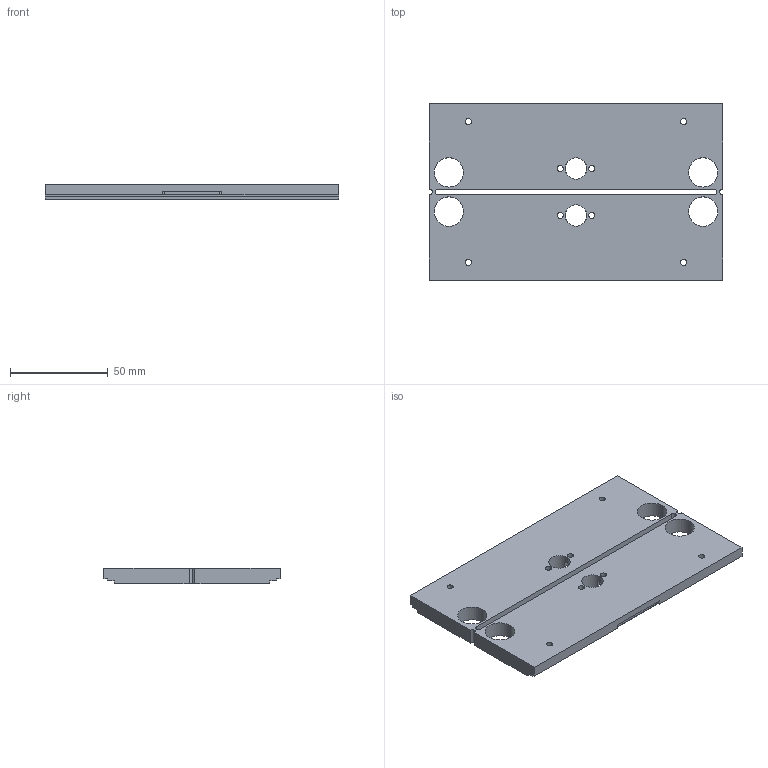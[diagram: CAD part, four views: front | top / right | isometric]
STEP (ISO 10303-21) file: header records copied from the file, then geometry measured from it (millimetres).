
FILE_DESCRIPTION (( 'STEP AP214' ), '1' );
FILE_NAME ('CNC加工件-嘉立创_定制150mm_one_f.STEP', '2025-08-28T10:41:03', ( '' ), ( '' ), 'SwSTEP 2.0', 'SolidWorks 2018', '' );
FILE_SCHEMA (( 'AUTOMOTIVE_DESIGN' ));
Length unit declared in the file: millimetre
Products named in the file (1): CNC加工件-嘉立创_定制150mm_one_f
Bounding box: 150 x 90 x 8 mm (x, y, z)
Volume: 93509.8 mm3; surface area: 33122.1 mm2
Topology: 1 solids, 1 shells, 88 faces, 258 edges, 172 vertices
Faces by surface type: plane 50, cylinder 38
Entity records: 3040 total; most frequent: DIRECTION 520, CARTESIAN_POINT 519, ORIENTED_EDGE 516, EDGE_CURVE 258, VECTOR 174, LINE 174, AXIS2_PLACEMENT_3D 173, VERTEX_POINT 172
